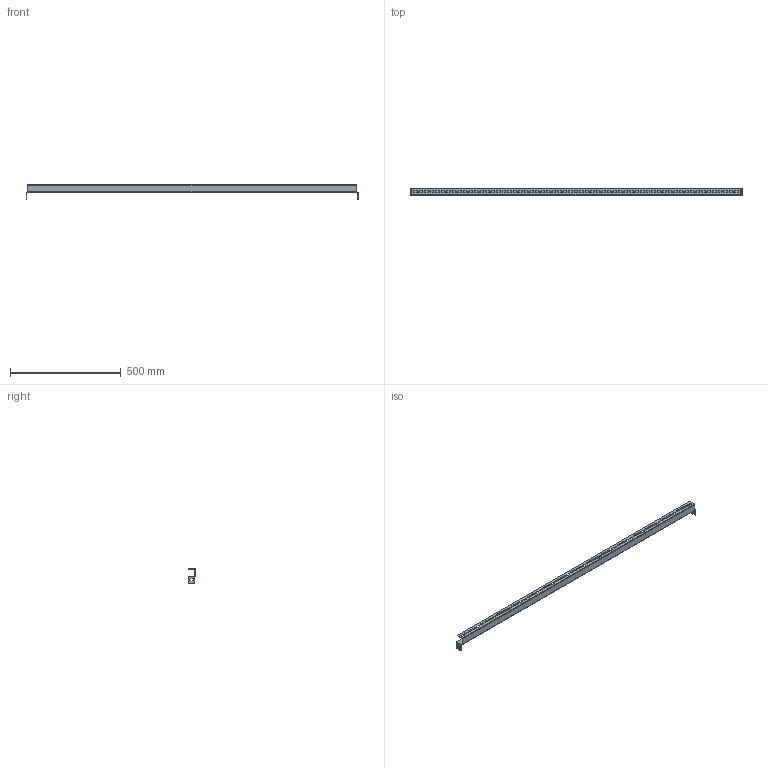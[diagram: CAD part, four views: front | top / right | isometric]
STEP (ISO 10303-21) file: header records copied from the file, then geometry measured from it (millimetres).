
FILE_DESCRIPTION (( 'STEP AP203' ), '1' );
FILE_NAME ('AC00C519.step', '2011-01-20T13:29:19', ( 'User' ), ( 'DKC' ), 'SwSTEP 2.0', 'SolidWorks 2010', '' );
FILE_SCHEMA (( 'CONFIG_CONTROL_DESIGN' ));
Length unit declared in the file: millimetre
Products named in the file (1): AC00C519
Bounding box: 1498.5 x 33.01 x 66 mm (x, y, z)
Volume: 400630.6 mm3; surface area: 285744.4 mm2
Topology: 1 solids, 1 shells, 351 faces, 1015 edges, 666 vertices
Faces by surface type: cylinder 193, plane 158
Entity records: 11968 total; most frequent: DIRECTION 2105, CARTESIAN_POINT 2033, ORIENTED_EDGE 2030, EDGE_CURVE 1015, AXIS2_PLACEMENT_3D 738, VERTEX_POINT 666, VECTOR 629, LINE 629
